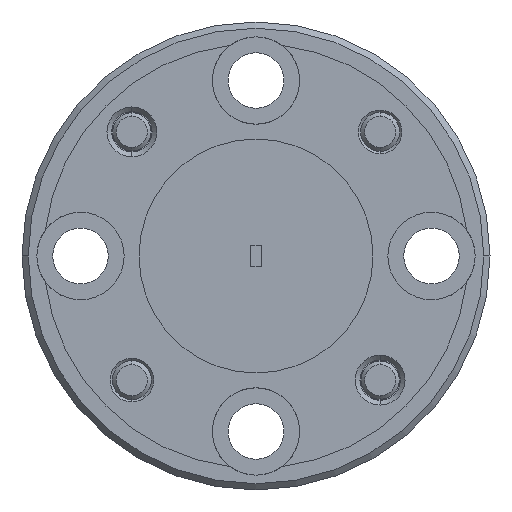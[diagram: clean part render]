
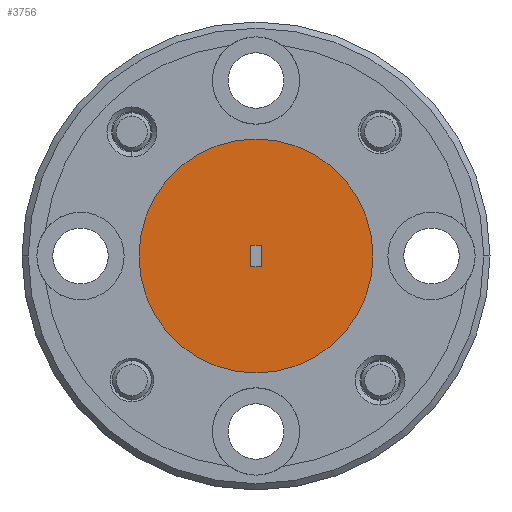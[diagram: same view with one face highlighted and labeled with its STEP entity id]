
A CAD part, left-side view. The second image highlights one B-rep face of the part: STEP entity #3756.
In plain terms, the highlighted planar face has unit normal (-1, 0, 0).
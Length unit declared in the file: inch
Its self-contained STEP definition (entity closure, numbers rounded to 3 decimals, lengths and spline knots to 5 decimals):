
#1 = CARTESIAN_POINT ( 'NONE',  ( -0.10508, 0.3095, 0.84909 ) ) ;
#301 = VERTEX_POINT ( 'NONE', #4410 ) ;
#313 = DIRECTION ( 'NONE',  ( -1., 0., 0. ) ) ;
#320 = CIRCLE ( 'NONE', #1691, 0.1875 ) ;
#321 = AXIS2_PLACEMENT_3D ( 'NONE', #3266, #313, #4661 ) ;
#382 = VERTEX_POINT ( 'NONE', #3514 ) ;
#491 = CARTESIAN_POINT ( 'NONE',  ( -0.10508, 0.30666, 0.88309 ) ) ;
#535 = FACE_OUTER_BOUND ( 'NONE', #4372, .T. ) ;
#580 = CARTESIAN_POINT ( 'NONE',  ( -0.10508, 0.30666, 0.84909 ) ) ;
#628 = CARTESIAN_POINT ( 'NONE',  ( -0.10508, 0.30666, 0.85192 ) ) ;
#653 = CARTESIAN_POINT ( 'NONE',  ( -0.10508, 0.30666, 0.85476 ) ) ;
#829 = CARTESIAN_POINT ( 'NONE',  ( -0.10508, 0.318, 0.88309 ) ) ;
#914 = CARTESIAN_POINT ( 'NONE',  ( -0.10508, 0.32366, 0.87742 ) ) ;
#1019 = VERTEX_POINT ( 'NONE', #4242 ) ;
#1026 = CARTESIAN_POINT ( 'NONE',  ( -0.10508, 0.30666, 0.86892 ) ) ;
#1128 = CARTESIAN_POINT ( 'NONE',  ( -0.10508, 0.12766, 0.86609 ) ) ;
#1272 = CARTESIAN_POINT ( 'NONE',  ( -0.10508, 0.32366, 0.86326 ) ) ;
#1327 = CARTESIAN_POINT ( 'NONE',  ( -0.10508, 0.30666, 0.88309 ) ) ;
#1537 = CARTESIAN_POINT ( 'NONE',  ( -0.10508, 0.30666, 0.84909 ) ) ;
#1540 = EDGE_CURVE ( 'NONE', #2972, #3450, #2060, .T. ) ;
#1625 = CARTESIAN_POINT ( 'NONE',  ( -0.10508, 0.32366, 0.88309 ) ) ;
#1629 = B_SPLINE_CURVE_WITH_KNOTS ( 'NONE', 3,
 ( #1625, #4513, #914, #2764, #2066, #1272, #2449, #2803, #4581, #3512 ),
 .UNSPECIFIED., .F., .F.,
 ( 4, 2, 2, 2, 4 ),
 ( 0., 0.25, 0.5, 0.75, 1. ),
 .UNSPECIFIED. ) ;
#1665 = ORIENTED_EDGE ( 'NONE', *, *, #4418, .T. ) ;
#1691 = AXIS2_PLACEMENT_3D ( 'NONE', #2626, #3348, #1853 ) ;
#1808 = CARTESIAN_POINT ( 'NONE',  ( -0.10508, 0.32366, 0.84909 ) ) ;
#1853 = DIRECTION ( 'NONE',  ( 0., -1., 0. ) ) ;
#1879 = ORIENTED_EDGE ( 'NONE', *, *, #1540, .F. ) ;
#1904 = CARTESIAN_POINT ( 'NONE',  ( -0.10508, 0.3095, 0.88309 ) ) ;
#1949 = CARTESIAN_POINT ( 'NONE',  ( -0.10508, 0.31516, 0.86609 ) ) ;
#2021 = CARTESIAN_POINT ( 'NONE',  ( -0.10508, 0.30666, 0.87176 ) ) ;
#2049 = EDGE_CURVE ( 'NONE', #2467, #1019, #4484, .T. ) ;
#2060 = B_SPLINE_CURVE_WITH_KNOTS ( 'NONE', 3,
 ( #491, #1904, #2754, #829, #3045, #3726 ),
 .UNSPECIFIED., .F., .F.,
 ( 4, 2, 4 ),
 ( 0., 0.5, 1. ),
 .UNSPECIFIED. ) ;
#2066 = CARTESIAN_POINT ( 'NONE',  ( -0.10508, 0.32366, 0.86892 ) ) ;
#2375 = EDGE_LOOP ( 'NONE', ( #2954, #2981, #1879, #4470 ) ) ;
#2449 = CARTESIAN_POINT ( 'NONE',  ( -0.10508, 0.32366, 0.86042 ) ) ;
#2467 = VERTEX_POINT ( 'NONE', #1128 ) ;
#2479 = CARTESIAN_POINT ( 'NONE',  ( -0.10508, 0.30666, 0.86326 ) ) ;
#2570 = B_SPLINE_CURVE_WITH_KNOTS ( 'NONE', 3,
 ( #580, #628, #653, #3893, #2479, #1026, #2021, #3566, #3493, #4543 ),
 .UNSPECIFIED., .F., .F.,
 ( 4, 2, 2, 2, 4 ),
 ( 0., 0.25, 0.5, 0.75, 1. ),
 .UNSPECIFIED. ) ;
#2626 = CARTESIAN_POINT ( 'NONE',  ( -0.10508, 0.31516, 0.86609 ) ) ;
#2653 = CARTESIAN_POINT ( 'NONE',  ( -0.10508, 0.32083, 0.84909 ) ) ;
#2722 = FACE_BOUND ( 'NONE', #2375, .T. ) ;
#2754 = CARTESIAN_POINT ( 'NONE',  ( -0.10508, 0.31233, 0.88309 ) ) ;
#2764 = CARTESIAN_POINT ( 'NONE',  ( -0.10508, 0.32366, 0.87176 ) ) ;
#2803 = CARTESIAN_POINT ( 'NONE',  ( -0.10508, 0.32366, 0.85476 ) ) ;
#2901 = CARTESIAN_POINT ( 'NONE',  ( -0.10508, 0.318, 0.84909 ) ) ;
#2954 = ORIENTED_EDGE ( 'NONE', *, *, #4425, .F. ) ;
#2972 = VERTEX_POINT ( 'NONE', #1327 ) ;
#2981 = ORIENTED_EDGE ( 'NONE', *, *, #3233, .F. ) ;
#2995 = DIRECTION ( 'NONE',  ( 0., 1., 0. ) ) ;
#3045 = CARTESIAN_POINT ( 'NONE',  ( -0.10508, 0.32083, 0.88309 ) ) ;
#3233 = EDGE_CURVE ( 'NONE', #3450, #382, #1629, .T. ) ;
#3266 = CARTESIAN_POINT ( 'NONE',  ( -0.10508, 0.31516, 0.86609 ) ) ;
#3348 = DIRECTION ( 'NONE',  ( -1., 0., 0. ) ) ;
#3450 = VERTEX_POINT ( 'NONE', #4569 ) ;
#3493 = CARTESIAN_POINT ( 'NONE',  ( -0.10508, 0.30666, 0.88026 ) ) ;
#3512 = CARTESIAN_POINT ( 'NONE',  ( -0.10508, 0.32366, 0.84909 ) ) ;
#3514 = CARTESIAN_POINT ( 'NONE',  ( -0.10508, 0.32366, 0.84909 ) ) ;
#3566 = CARTESIAN_POINT ( 'NONE',  ( -0.10508, 0.30666, 0.87742 ) ) ;
#3726 = CARTESIAN_POINT ( 'NONE',  ( -0.10508, 0.32366, 0.88309 ) ) ;
#3756 = ADVANCED_FACE ( 'NONE', ( #2722, #535 ), #4149, .F. ) ;
#3795 = B_SPLINE_CURVE_WITH_KNOTS ( 'NONE', 3,
 ( #1808, #2653, #2901, #4053, #1, #1537 ),
 .UNSPECIFIED., .F., .F.,
 ( 4, 2, 4 ),
 ( 0., 0.5, 1. ),
 .UNSPECIFIED. ) ;
#3847 = EDGE_CURVE ( 'NONE', #301, #2972, #2570, .T. ) ;
#3893 = CARTESIAN_POINT ( 'NONE',  ( -0.10508, 0.30666, 0.86042 ) ) ;
#4051 = ORIENTED_EDGE ( 'NONE', *, *, #2049, .T. ) ;
#4053 = CARTESIAN_POINT ( 'NONE',  ( -0.10508, 0.31233, 0.84909 ) ) ;
#4149 = PLANE ( 'NONE',  #4586 ) ;
#4177 = DIRECTION ( 'NONE',  ( 1., 0., 0. ) ) ;
#4242 = CARTESIAN_POINT ( 'NONE',  ( -0.10508, 0.50266, 0.86609 ) ) ;
#4372 = EDGE_LOOP ( 'NONE', ( #4051, #1665 ) ) ;
#4410 = CARTESIAN_POINT ( 'NONE',  ( -0.10508, 0.30666, 0.84909 ) ) ;
#4418 = EDGE_CURVE ( 'NONE', #1019, #2467, #320, .T. ) ;
#4425 = EDGE_CURVE ( 'NONE', #382, #301, #3795, .T. ) ;
#4470 = ORIENTED_EDGE ( 'NONE', *, *, #3847, .F. ) ;
#4484 = CIRCLE ( 'NONE', #321, 0.1875 ) ;
#4513 = CARTESIAN_POINT ( 'NONE',  ( -0.10508, 0.32366, 0.88026 ) ) ;
#4543 = CARTESIAN_POINT ( 'NONE',  ( -0.10508, 0.30666, 0.88309 ) ) ;
#4569 = CARTESIAN_POINT ( 'NONE',  ( -0.10508, 0.32366, 0.88309 ) ) ;
#4581 = CARTESIAN_POINT ( 'NONE',  ( -0.10508, 0.32366, 0.85192 ) ) ;
#4586 = AXIS2_PLACEMENT_3D ( 'NONE', #1949, #4177, #2995 ) ;
#4661 = DIRECTION ( 'NONE',  ( 0., -1., 0. ) ) ;
